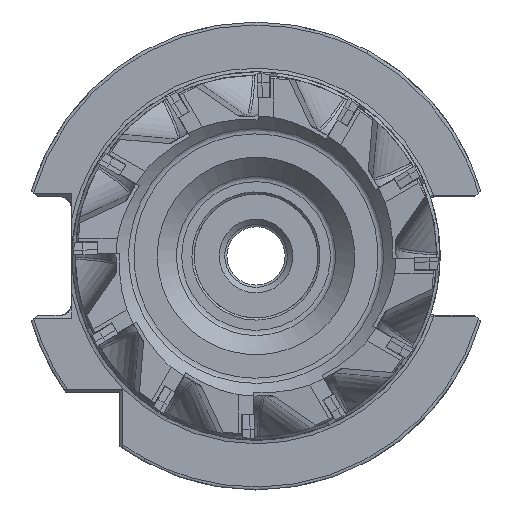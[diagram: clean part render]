
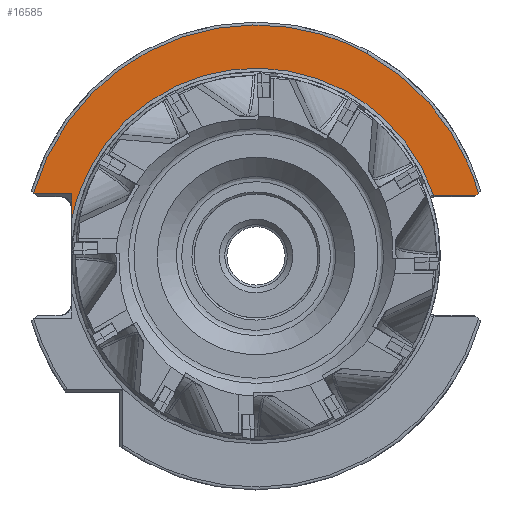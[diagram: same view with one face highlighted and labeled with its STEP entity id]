
A CAD part, left-side view. The second image highlights one B-rep face of the part: STEP entity #16585.
In plain terms, the highlighted free-form (B-spline) face has degree [1, 1] with [2, 2] control points.
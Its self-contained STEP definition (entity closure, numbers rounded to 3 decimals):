
#15270 = VERTEX_POINT('',#15271);
#15271 = CARTESIAN_POINT('',(-23.615,-29.84,
    10.176));
#15428 = EDGE_CURVE('',#15270,#15429,#15431,.T.);
#15429 = VERTEX_POINT('',#15430);
#15430 = CARTESIAN_POINT('',(-23.615,-30.168,
    10.2));
#15431 = B_SPLINE_CURVE_WITH_KNOTS('',5,(#15432,#15433,#15434,#15435,
    #15436,#15437),.UNSPECIFIED.,.F.,.F.,(6,6),(0.,1.),
  .PIECEWISE_BEZIER_KNOTS.);
#15432 = CARTESIAN_POINT('',(-23.615,-29.84,
    10.176));
#15433 = CARTESIAN_POINT('',(-23.615,-29.905,
    10.186));
#15434 = CARTESIAN_POINT('',(-23.615,-29.971,
    10.193));
#15435 = CARTESIAN_POINT('',(-23.615,-30.036,
    10.198));
#15436 = CARTESIAN_POINT('',(-23.615,-30.102,
    10.2));
#15437 = CARTESIAN_POINT('',(-23.615,-30.168,
    10.2));
#16239 = EDGE_CURVE('',#15270,#16240,#16242,.T.);
#16240 = VERTEX_POINT('',#16241);
#16241 = CARTESIAN_POINT('',(-23.615,-15.115,
    27.668));
#16242 = ( BOUNDED_CURVE() B_SPLINE_CURVE(2,(#16243,#16244,#16245),
.UNSPECIFIED.,.F.,.F.) B_SPLINE_CURVE_WITH_KNOTS((3,3),(5.041,
5.783),.PIECEWISE_BEZIER_KNOTS.) CURVE() 
GEOMETRIC_REPRESENTATION_ITEM() RATIONAL_B_SPLINE_CURVE((1.,
0.932,1.)) REPRESENTATION_ITEM('') );
#16243 = CARTESIAN_POINT('',(-23.615,-29.84,
    10.176));
#16244 = CARTESIAN_POINT('',(-23.615,-25.881,
    21.787));
#16245 = CARTESIAN_POINT('',(-23.615,-15.115,
    27.668));
#16312 = EDGE_CURVE('',#16240,#16313,#16315,.T.);
#16313 = VERTEX_POINT('',#16314);
#16314 = CARTESIAN_POINT('',(-23.615,30.91,
    6.213));
#16315 = ( BOUNDED_CURVE() B_SPLINE_CURVE(2,(#16316,#16317,#16318),
.UNSPECIFIED.,.F.,.F.) B_SPLINE_CURVE_WITH_KNOTS((3,3),(5.783,
7.656),.PIECEWISE_BEZIER_KNOTS.) CURVE() 
GEOMETRIC_REPRESENTATION_ITEM() RATIONAL_B_SPLINE_CURVE((1.,
0.593,1.)) REPRESENTATION_ITEM('') );
#16316 = CARTESIAN_POINT('',(-23.615,-15.115,
    27.668));
#16317 = CARTESIAN_POINT('',(-23.615,22.47,
    48.201));
#16318 = CARTESIAN_POINT('',(-23.615,30.91,
    6.213));
#16585 = ADVANCED_FACE('',(#16586),#16654,.T.);
#16586 = FACE_BOUND('',#16587,.T.);
#16587 = EDGE_LOOP('',(#16588,#16597,#16604,#16611,#16618,#16623,#16624,
    #16625,#16626,#16633,#16640,#16648));
#16588 = ORIENTED_EDGE('',*,*,#16589,.T.);
#16589 = EDGE_CURVE('',#16590,#16592,#16594,.T.);
#16590 = VERTEX_POINT('',#16591);
#16591 = CARTESIAN_POINT('',(-23.615,37.317,
    10.595));
#16592 = VERTEX_POINT('',#16593);
#16593 = CARTESIAN_POINT('',(-23.615,37.293,
    10.571));
#16594 = B_SPLINE_CURVE_WITH_KNOTS('',1,(#16595,#16596),.UNSPECIFIED.,
  .F.,.F.,(2,2),(-0.014,0.014),
  .PIECEWISE_BEZIER_KNOTS.);
#16595 = CARTESIAN_POINT('',(-23.615,37.317,
    10.595));
#16596 = CARTESIAN_POINT('',(-23.615,37.293,
    10.571));
#16597 = ORIENTED_EDGE('',*,*,#16598,.F.);
#16598 = EDGE_CURVE('',#16599,#16592,#16601,.T.);
#16599 = VERTEX_POINT('',#16600);
#16600 = CARTESIAN_POINT('',(-23.615,30.91,
    10.571));
#16601 = B_SPLINE_CURVE_WITH_KNOTS('',1,(#16602,#16603),.UNSPECIFIED.,
  .F.,.F.,(2,2),(-2.582,2.582),.PIECEWISE_BEZIER_KNOTS.);
#16602 = CARTESIAN_POINT('',(-23.615,30.91,
    10.571));
#16603 = CARTESIAN_POINT('',(-23.615,37.293,
    10.571));
#16604 = ORIENTED_EDGE('',*,*,#16605,.T.);
#16605 = EDGE_CURVE('',#16599,#16606,#16608,.T.);
#16606 = VERTEX_POINT('',#16607);
#16607 = CARTESIAN_POINT('',(-23.615,30.91,
    9.953));
#16608 = B_SPLINE_CURVE_WITH_KNOTS('',1,(#16609,#16610),.UNSPECIFIED.,
  .F.,.F.,(2,2),(-0.25,0.25),.PIECEWISE_BEZIER_KNOTS.);
#16609 = CARTESIAN_POINT('',(-23.615,30.91,
    10.571));
#16610 = CARTESIAN_POINT('',(-23.615,30.91,
    9.953));
#16611 = ORIENTED_EDGE('',*,*,#16612,.F.);
#16612 = EDGE_CURVE('',#16613,#16606,#16615,.T.);
#16613 = VERTEX_POINT('',#16614);
#16614 = CARTESIAN_POINT('',(-23.615,30.91,
    7.975));
#16615 = B_SPLINE_CURVE_WITH_KNOTS('',1,(#16616,#16617),.UNSPECIFIED.,
  .F.,.F.,(2,2),(-0.8,0.8),.PIECEWISE_BEZIER_KNOTS.);
#16616 = CARTESIAN_POINT('',(-23.615,30.91,
    7.975));
#16617 = CARTESIAN_POINT('',(-23.615,30.91,
    9.953));
#16618 = ORIENTED_EDGE('',*,*,#16619,.F.);
#16619 = EDGE_CURVE('',#16313,#16613,#16620,.T.);
#16620 = B_SPLINE_CURVE_WITH_KNOTS('',1,(#16621,#16622),.UNSPECIFIED.,
  .F.,.F.,(2,2),(-0.713,0.713),
  .PIECEWISE_BEZIER_KNOTS.);
#16621 = CARTESIAN_POINT('',(-23.615,30.91,
    6.213));
#16622 = CARTESIAN_POINT('',(-23.615,30.91,
    7.975));
#16623 = ORIENTED_EDGE('',*,*,#16312,.F.);
#16624 = ORIENTED_EDGE('',*,*,#16239,.F.);
#16625 = ORIENTED_EDGE('',*,*,#15428,.T.);
#16626 = ORIENTED_EDGE('',*,*,#16627,.T.);
#16627 = EDGE_CURVE('',#15429,#16628,#16630,.T.);
#16628 = VERTEX_POINT('',#16629);
#16629 = CARTESIAN_POINT('',(-23.615,-36.928,
    10.2));
#16630 = B_SPLINE_CURVE_WITH_KNOTS('',1,(#16631,#16632),.UNSPECIFIED.,
  .F.,.F.,(2,2),(-2.734,2.734),.PIECEWISE_BEZIER_KNOTS.);
#16631 = CARTESIAN_POINT('',(-23.615,-30.168,
    10.2));
#16632 = CARTESIAN_POINT('',(-23.615,-36.928,
    10.2));
#16633 = ORIENTED_EDGE('',*,*,#16634,.T.);
#16634 = EDGE_CURVE('',#16628,#16635,#16637,.T.);
#16635 = VERTEX_POINT('',#16636);
#16636 = CARTESIAN_POINT('',(-23.615,-37.318,
    10.59));
#16637 = B_SPLINE_CURVE_WITH_KNOTS('',1,(#16638,#16639),.UNSPECIFIED.,
  .F.,.F.,(2,2),(-0.223,0.223),
  .PIECEWISE_BEZIER_KNOTS.);
#16638 = CARTESIAN_POINT('',(-23.615,-36.928,
    10.2));
#16639 = CARTESIAN_POINT('',(-23.615,-37.318,
    10.59));
#16640 = ORIENTED_EDGE('',*,*,#16641,.F.);
#16641 = EDGE_CURVE('',#16642,#16635,#16644,.T.);
#16642 = VERTEX_POINT('',#16643);
#16643 = CARTESIAN_POINT('',(-23.615,-18.598,
    34.043));
#16644 = ( BOUNDED_CURVE() B_SPLINE_CURVE(2,(#16645,#16646,#16647),
.UNSPECIFIED.,.F.,.F.) B_SPLINE_CURVE_WITH_KNOTS((3,3),(0.5,
1.294),.PIECEWISE_BEZIER_KNOTS.) CURVE() 
GEOMETRIC_REPRESENTATION_ITEM() RATIONAL_B_SPLINE_CURVE((1.,
0.922,1.)) REPRESENTATION_ITEM('') );
#16645 = CARTESIAN_POINT('',(-23.615,-18.598,
    34.043));
#16646 = CARTESIAN_POINT('',(-23.615,-32.876,
    26.242));
#16647 = CARTESIAN_POINT('',(-23.615,-37.318,
    10.59));
#16648 = ORIENTED_EDGE('',*,*,#16649,.F.);
#16649 = EDGE_CURVE('',#16590,#16642,#16650,.T.);
#16650 = ( BOUNDED_CURVE() B_SPLINE_CURVE(2,(#16651,#16652,#16653),
.UNSPECIFIED.,.F.,.F.) B_SPLINE_CURVE_WITH_KNOTS((3,3),(4.989,
6.783),.PIECEWISE_BEZIER_KNOTS.) CURVE() 
GEOMETRIC_REPRESENTATION_ITEM() RATIONAL_B_SPLINE_CURVE((1.,
0.624,1.)) REPRESENTATION_ITEM('') );
#16651 = CARTESIAN_POINT('',(-23.615,37.317,
    10.595));
#16652 = CARTESIAN_POINT('',(-23.615,24.045,
    57.339));
#16653 = CARTESIAN_POINT('',(-23.615,-18.598,
    34.043));
#16654 = B_SPLINE_SURFACE_WITH_KNOTS('',1,1,(
    (#16655,#16656)
    ,(#16657,#16658
    )),.UNSPECIFIED.,.F.,.F.,.F.,(2,2),(2,2),(-26.75,-0.4),(
    -30.183,30.182),.PIECEWISE_BEZIER_KNOTS.);
#16655 = CARTESIAN_POINT('',(-23.615,-37.318,
    6.213));
#16656 = CARTESIAN_POINT('',(-23.615,37.317,
    6.213));
#16657 = CARTESIAN_POINT('',(-23.615,-37.318,
    38.792));
#16658 = CARTESIAN_POINT('',(-23.615,37.317,
    38.792));
